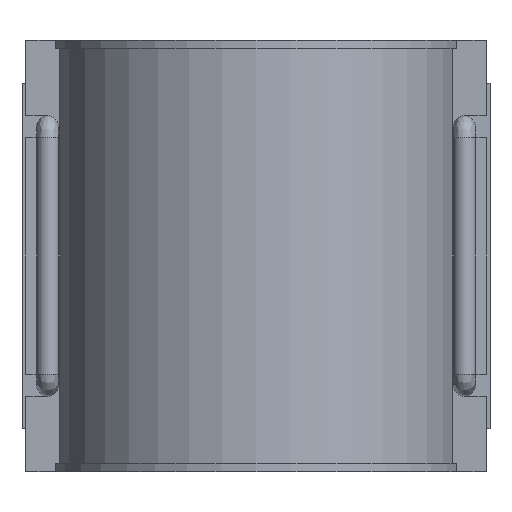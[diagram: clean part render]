
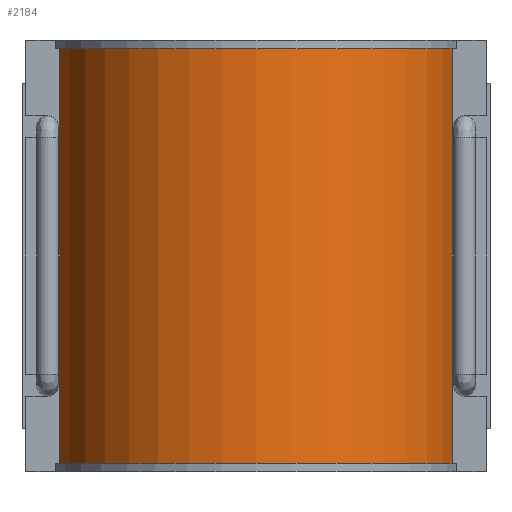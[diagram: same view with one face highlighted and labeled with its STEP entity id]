
A CAD part, front view. The second image highlights one B-rep face of the part: STEP entity #2184.
In plain terms, the highlighted cylindrical face has radius 54.9 mm (diameter 109.8 mm), a partial arc.
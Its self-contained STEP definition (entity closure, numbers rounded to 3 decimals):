
#121=LINE('',#3675,#328);
#156=LINE('',#3930,#363);
#328=VECTOR('',#2543,113.28);
#363=VECTOR('',#2620,113.28);
#570=CYLINDRICAL_SURFACE('',#2339,54.9);
#613=FACE_OUTER_BOUND('',#750,.T.);
#750=EDGE_LOOP('',(#1656,#1657,#1658,#1659));
#905=CIRCLE('',#2315,54.9);
#913=CIRCLE('',#2329,54.9);
#1027=VERTEX_POINT('',#3660);
#1028=VERTEX_POINT('',#3662);
#1032=VERTEX_POINT('',#3674);
#1051=VERTEX_POINT('',#3719);
#1247=EDGE_CURVE('',#1027,#1028,#905,.T.);
#1252=EDGE_CURVE('',#1027,#1032,#121,.T.);
#1274=EDGE_CURVE('',#1051,#1032,#913,.T.);
#1309=EDGE_CURVE('',#1028,#1051,#156,.T.);
#1656=ORIENTED_EDGE('',*,*,#1247,.T.);
#1657=ORIENTED_EDGE('',*,*,#1309,.T.);
#1658=ORIENTED_EDGE('',*,*,#1274,.T.);
#1659=ORIENTED_EDGE('',*,*,#1252,.F.);
#2184=ADVANCED_FACE('',(#613),#570,.T.);
#2315=AXIS2_PLACEMENT_3D('',#3664,#2533,#2534);
#2329=AXIS2_PLACEMENT_3D('',#3720,#2580,#2581);
#2339=AXIS2_PLACEMENT_3D('',#3931,#2621,#2622);
#2533=DIRECTION('center_axis',(0.,0.,1.));
#2534=DIRECTION('ref_axis',(1.,0.,0.));
#2543=DIRECTION('',(0.,0.,1.));
#2580=DIRECTION('center_axis',(0.,0.,-1.));
#2581=DIRECTION('ref_axis',(1.,0.,0.));
#2620=DIRECTION('',(0.,0.,1.));
#2621=DIRECTION('center_axis',(0.,0.,1.));
#2622=DIRECTION('ref_axis',(1.,0.,0.));
#3660=CARTESIAN_POINT('',(-53.735,-11.25,-56.64));
#3662=CARTESIAN_POINT('',(53.735,-11.25,-56.64));
#3664=CARTESIAN_POINT('Origin',(0.,0.,-56.64));
#3674=CARTESIAN_POINT('',(-53.735,-11.25,56.64));
#3675=CARTESIAN_POINT('',(-53.735,-11.25,0.));
#3719=CARTESIAN_POINT('',(53.735,-11.25,56.64));
#3720=CARTESIAN_POINT('Origin',(0.,0.,56.64));
#3930=CARTESIAN_POINT('',(53.735,-11.25,0.));
#3931=CARTESIAN_POINT('Origin',(0.,0.,0.));
